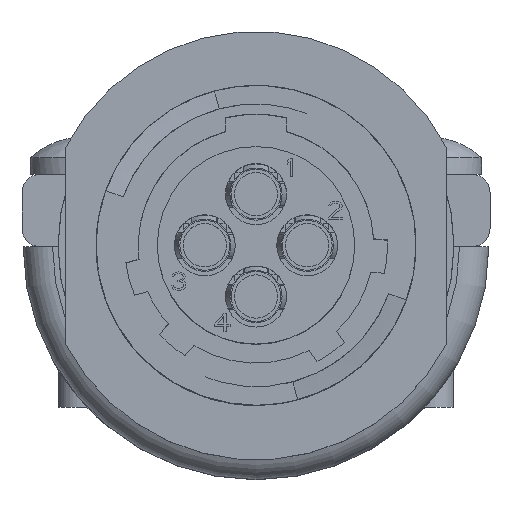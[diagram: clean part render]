
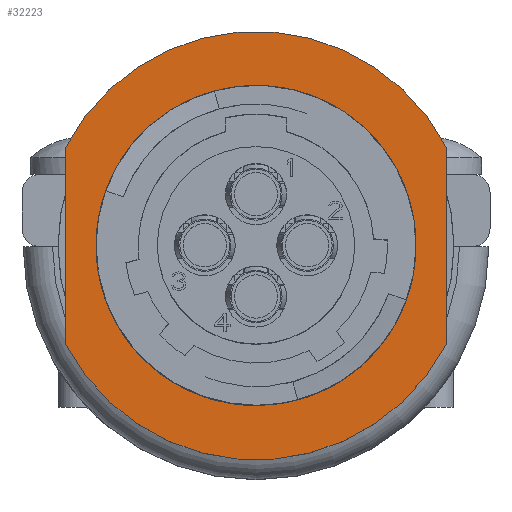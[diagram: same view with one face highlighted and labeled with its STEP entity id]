
A CAD part, top view. The second image highlights one B-rep face of the part: STEP entity #32223.
In plain terms, the highlighted planar face has unit normal (0, 0, 1).
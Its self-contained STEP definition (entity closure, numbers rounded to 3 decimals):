
#2338=FACE_BOUND('',#5162,.T.);
#2608=PLANE('',#34333);
#3340=FACE_OUTER_BOUND('',#5161,.T.);
#5161=EDGE_LOOP('',(#22168,#22169,#22170,#22171));
#5162=EDGE_LOOP('',(#22172,#22173,#22174,#22175,#22176,#22177,#22178,#22179,
#22180));
#6932=CIRCLE('',#34118,8.725);
#6937=CIRCLE('',#34129,11.684);
#6938=CIRCLE('',#34131,11.684);
#6986=CIRCLE('',#34329,8.725);
#6987=CIRCLE('',#34331,8.725);
#9406=B_SPLINE_CURVE_WITH_KNOTS('',3,(#48613,#48614,#48615,#48616,#48617,
#48618,#48619,#48620),.UNSPECIFIED.,.F.,.F.,(4,2,2,4),(-0.669,
-0.474,-0.28,0.),
 .UNSPECIFIED.);
#9412=B_SPLINE_CURVE_WITH_KNOTS('',3,(#49033,#49034,#49035,#49036,#49037,
#49038),.UNSPECIFIED.,.F.,.F.,(4,2,4),(-0.102,-0.051,
0.),.UNSPECIFIED.);
#9426=B_SPLINE_CURVE_WITH_KNOTS('',3,(#50533,#50534,#50535,#50536,#50537,
#50538,#50539,#50540),.UNSPECIFIED.,.F.,.F.,(4,2,2,4),(-0.669,
-0.474,-0.28,0.),
 .UNSPECIFIED.);
#9428=B_SPLINE_CURVE_WITH_KNOTS('',3,(#50747,#50748,#50749,#50750,#50751,
#50752),.UNSPECIFIED.,.F.,.F.,(4,2,4),(-0.102,-0.051,
0.),.UNSPECIFIED.);
#10943=LINE('',#48342,#12015);
#10947=LINE('',#48351,#12019);
#10975=LINE('',#49063,#12047);
#11316=LINE('',#50754,#12388);
#12015=VECTOR('',#38008,10.);
#12019=VECTOR('',#38014,10.);
#12047=VECTOR('',#38146,10.);
#12388=VECTOR('',#38803,10.);
#13112=VERTEX_POINT('',#48009);
#13114=VERTEX_POINT('',#48012);
#13129=VERTEX_POINT('',#48339);
#13130=VERTEX_POINT('',#48341);
#13133=VERTEX_POINT('',#48348);
#13134=VERTEX_POINT('',#48350);
#13176=VERTEX_POINT('',#48611);
#13177=VERTEX_POINT('',#48612);
#13182=VERTEX_POINT('',#49032);
#13183=VERTEX_POINT('',#49062);
#13427=VERTEX_POINT('',#49900);
#13428=VERTEX_POINT('',#49945);
#13430=VERTEX_POINT('',#50532);
#16104=EDGE_CURVE('',#13114,#13112,#6932,.T.);
#16122=EDGE_CURVE('',#13130,#13129,#10943,.T.);
#16126=EDGE_CURVE('',#13134,#13133,#10947,.T.);
#16131=EDGE_CURVE('',#13130,#13133,#6937,.T.);
#16132=EDGE_CURVE('',#13134,#13129,#6938,.T.);
#16183=EDGE_CURVE('',#13176,#13177,#9406,.T.);
#16189=EDGE_CURVE('',#13177,#13182,#9412,.T.);
#16192=EDGE_CURVE('',#13114,#13183,#10975,.T.);
#16563=EDGE_CURVE('',#13428,#13427,#6986,.T.);
#16566=EDGE_CURVE('',#13112,#13182,#6987,.T.);
#16569=EDGE_CURVE('',#13183,#13430,#9426,.T.);
#16571=EDGE_CURVE('',#13430,#13427,#9428,.T.);
#16572=EDGE_CURVE('',#13428,#13176,#11316,.T.);
#22168=ORIENTED_EDGE('',*,*,#16122,.T.);
#22169=ORIENTED_EDGE('',*,*,#16132,.F.);
#22170=ORIENTED_EDGE('',*,*,#16126,.T.);
#22171=ORIENTED_EDGE('',*,*,#16131,.F.);
#22172=ORIENTED_EDGE('',*,*,#16563,.T.);
#22173=ORIENTED_EDGE('',*,*,#16571,.F.);
#22174=ORIENTED_EDGE('',*,*,#16569,.F.);
#22175=ORIENTED_EDGE('',*,*,#16192,.F.);
#22176=ORIENTED_EDGE('',*,*,#16104,.T.);
#22177=ORIENTED_EDGE('',*,*,#16566,.T.);
#22178=ORIENTED_EDGE('',*,*,#16189,.F.);
#22179=ORIENTED_EDGE('',*,*,#16183,.F.);
#22180=ORIENTED_EDGE('',*,*,#16572,.F.);
#32223=ADVANCED_FACE('',(#3340,#2338),#2608,.F.);
#34118=AXIS2_PLACEMENT_3D('',#48013,#37992,#37993);
#34129=AXIS2_PLACEMENT_3D('',#48359,#38026,#38027);
#34131=AXIS2_PLACEMENT_3D('',#48361,#38030,#38031);
#34329=AXIS2_PLACEMENT_3D('',#49946,#38792,#38793);
#34331=AXIS2_PLACEMENT_3D('',#49980,#38797,#38798);
#34333=AXIS2_PLACEMENT_3D('',#50753,#38801,#38802);
#37992=DIRECTION('center_axis',(0.,0.,-1.));
#37993=DIRECTION('ref_axis',(0.829,0.559,0.));
#38008=DIRECTION('',(-1.,0.,0.));
#38014=DIRECTION('',(1.,0.,0.));
#38026=DIRECTION('center_axis',(0.,0.,-1.));
#38027=DIRECTION('ref_axis',(-1.,0.,0.));
#38030=DIRECTION('center_axis',(0.,0.,-1.));
#38031=DIRECTION('ref_axis',(-1.,0.,0.));
#38146=DIRECTION('',(-0.829,-0.559,0.));
#38792=DIRECTION('center_axis',(0.,0.,-1.));
#38793=DIRECTION('ref_axis',(-0.829,-0.559,0.));
#38797=DIRECTION('center_axis',(0.,0.,-1.));
#38798=DIRECTION('ref_axis',(0.829,0.559,0.));
#38801=DIRECTION('center_axis',(0.,0.,-1.));
#38802=DIRECTION('ref_axis',(-1.,0.,0.));
#38803=DIRECTION('',(0.829,0.559,0.));
#48009=CARTESIAN_POINT('',(8.725,0.,-10.668));
#48012=CARTESIAN_POINT('',(7.233,4.879,-10.668));
#48013=CARTESIAN_POINT('Origin',(0.,0.,-10.668));
#48339=CARTESIAN_POINT('',(-5.374,10.375,-10.668));
#48341=CARTESIAN_POINT('',(5.374,10.375,-10.668));
#48342=CARTESIAN_POINT('',(2.687,10.375,-10.668));
#48348=CARTESIAN_POINT('',(5.374,-10.375,-10.668));
#48350=CARTESIAN_POINT('',(-5.374,-10.375,-10.668));
#48351=CARTESIAN_POINT('',(-2.687,-10.375,-10.668));
#48359=CARTESIAN_POINT('Origin',(0.,0.,-10.668));
#48361=CARTESIAN_POINT('Origin',(0.,0.,-10.668));
#48611=CARTESIAN_POINT('',(-6.39,-4.31,-10.668));
#48612=CARTESIAN_POINT('',(-0.148,-7.707,-10.668));
#48613=CARTESIAN_POINT('Ctrl Pts',(-6.39,-4.31,
-10.668));
#48614=CARTESIAN_POINT('Ctrl Pts',(-5.98,-4.919,-10.668));
#48615=CARTESIAN_POINT('Ctrl Pts',(-5.487,-5.464,
-10.668));
#48616=CARTESIAN_POINT('Ctrl Pts',(-4.356,-6.401,
-10.668));
#48617=CARTESIAN_POINT('Ctrl Pts',(-3.725,-6.788,
-10.668));
#48618=CARTESIAN_POINT('Ctrl Pts',(-2.079,-7.499,
-10.668));
#48619=CARTESIAN_POINT('Ctrl Pts',(-1.082,-7.689,-10.668));
#48620=CARTESIAN_POINT('Ctrl Pts',(-0.148,-7.707,
-10.668));
#49032=CARTESIAN_POINT('',(-0.167,-8.723,-10.668));
#49033=CARTESIAN_POINT('Ctrl Pts',(-0.148,-7.707,
-10.668));
#49034=CARTESIAN_POINT('Ctrl Pts',(-0.151,-7.877,
-10.668));
#49035=CARTESIAN_POINT('Ctrl Pts',(-0.154,-8.047,
-10.668));
#49036=CARTESIAN_POINT('Ctrl Pts',(-0.161,-8.386,
-10.668));
#49037=CARTESIAN_POINT('Ctrl Pts',(-0.164,-8.554,
-10.668));
#49038=CARTESIAN_POINT('Ctrl Pts',(-0.167,-8.723,
-10.668));
#49062=CARTESIAN_POINT('',(6.39,4.31,-10.668));
#49063=CARTESIAN_POINT('',(3.617,2.439,-10.668));
#49900=CARTESIAN_POINT('',(0.167,8.723,-10.668));
#49945=CARTESIAN_POINT('',(-7.233,-4.879,-10.668));
#49946=CARTESIAN_POINT('Origin',(0.,0.,-10.668));
#49980=CARTESIAN_POINT('Origin',(0.,0.,-10.668));
#50532=CARTESIAN_POINT('',(0.148,7.707,-10.668));
#50533=CARTESIAN_POINT('Ctrl Pts',(6.39,4.31,-10.668));
#50534=CARTESIAN_POINT('Ctrl Pts',(5.98,4.919,-10.668));
#50535=CARTESIAN_POINT('Ctrl Pts',(5.487,5.464,-10.668));
#50536=CARTESIAN_POINT('Ctrl Pts',(4.356,6.401,-10.668));
#50537=CARTESIAN_POINT('Ctrl Pts',(3.725,6.788,-10.668));
#50538=CARTESIAN_POINT('Ctrl Pts',(2.079,7.499,-10.668));
#50539=CARTESIAN_POINT('Ctrl Pts',(1.082,7.689,-10.668));
#50540=CARTESIAN_POINT('Ctrl Pts',(0.148,7.707,-10.668));
#50747=CARTESIAN_POINT('Ctrl Pts',(0.148,7.707,-10.668));
#50748=CARTESIAN_POINT('Ctrl Pts',(0.151,7.877,-10.668));
#50749=CARTESIAN_POINT('Ctrl Pts',(0.154,8.047,-10.668));
#50750=CARTESIAN_POINT('Ctrl Pts',(0.161,8.386,-10.668));
#50751=CARTESIAN_POINT('Ctrl Pts',(0.164,8.554,-10.668));
#50752=CARTESIAN_POINT('Ctrl Pts',(0.167,8.723,-10.668));
#50753=CARTESIAN_POINT('Origin',(0.,0.,-10.668));
#50754=CARTESIAN_POINT('',(-3.617,-2.439,-10.668));
